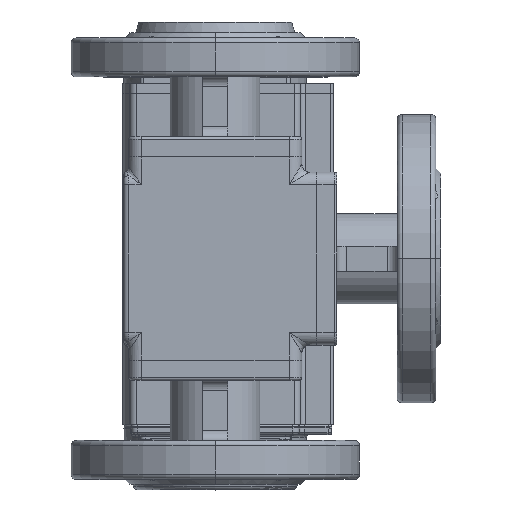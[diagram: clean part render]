
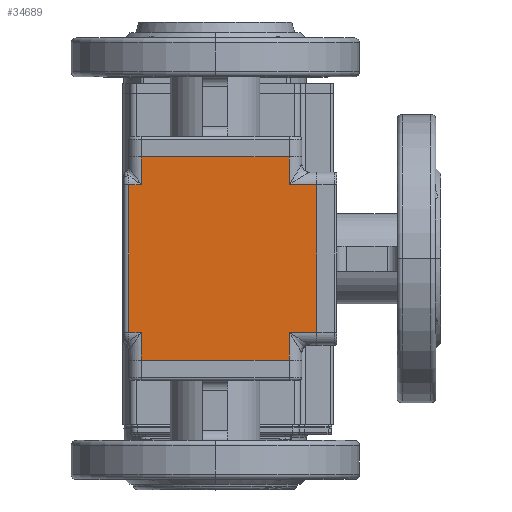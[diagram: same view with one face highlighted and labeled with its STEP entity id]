
A CAD part, top view. The second image highlights one B-rep face of the part: STEP entity #34689.
In plain terms, the highlighted planar face has unit normal (0, 0, 1).
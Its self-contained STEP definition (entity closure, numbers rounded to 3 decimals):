
#784=PLANE('',#37305);
#1512=LINE('',#49478,#3689);
#2175=LINE('',#58026,#4352);
#2179=LINE('',#58038,#4356);
#2185=LINE('',#58054,#4362);
#2187=LINE('',#58060,#4364);
#2195=LINE('',#58082,#4372);
#2196=LINE('',#58086,#4373);
#2201=LINE('',#58100,#4378);
#2204=LINE('',#58106,#4381);
#2222=LINE('',#58158,#4399);
#2224=LINE('',#58167,#4401);
#2226=LINE('',#58175,#4403);
#3689=VECTOR('',#40220,1000.);
#4352=VECTOR('',#41867,1000.);
#4356=VECTOR('',#41879,1000.);
#4362=VECTOR('',#41897,1000.);
#4364=VECTOR('',#41905,1000.);
#4372=VECTOR('',#41927,1000.);
#4373=VECTOR('',#41932,1000.);
#4378=VECTOR('',#41947,1000.);
#4381=VECTOR('',#41956,1000.);
#4399=VECTOR('',#42010,1000.);
#4401=VECTOR('',#42026,1000.);
#4403=VECTOR('',#42040,1000.);
#10085=ORIENTED_EDGE('',*,*,#19740,.T.);
#10086=ORIENTED_EDGE('',*,*,#18523,.T.);
#10087=ORIENTED_EDGE('',*,*,#19743,.F.);
#10088=ORIENTED_EDGE('',*,*,#19733,.T.);
#10089=ORIENTED_EDGE('',*,*,#19776,.T.);
#10090=ORIENTED_EDGE('',*,*,#19703,.T.);
#10091=ORIENTED_EDGE('',*,*,#19720,.T.);
#10092=ORIENTED_EDGE('',*,*,#19783,.T.);
#10093=ORIENTED_EDGE('',*,*,#19709,.T.);
#10094=ORIENTED_EDGE('',*,*,#19717,.T.);
#10095=ORIENTED_EDGE('',*,*,#19769,.T.);
#10096=ORIENTED_EDGE('',*,*,#19731,.T.);
#18523=EDGE_CURVE('',#23774,#23778,#1512,.T.);
#19703=EDGE_CURVE('',#24590,#24559,#2175,.T.);
#19709=EDGE_CURVE('',#24594,#24570,#2179,.T.);
#19717=EDGE_CURVE('',#24570,#24598,#2185,.T.);
#19720=EDGE_CURVE('',#24559,#24599,#2187,.T.);
#19731=EDGE_CURVE('',#24606,#23790,#2195,.T.);
#19733=EDGE_CURVE('',#23786,#24607,#2196,.T.);
#19740=EDGE_CURVE('',#23790,#23774,#2201,.T.);
#19743=EDGE_CURVE('',#23786,#23778,#2204,.T.);
#19769=EDGE_CURVE('',#24598,#24606,#2222,.T.);
#19776=EDGE_CURVE('',#24607,#24590,#2224,.T.);
#19783=EDGE_CURVE('',#24599,#24594,#2226,.T.);
#23774=VERTEX_POINT('',#49404);
#23778=VERTEX_POINT('',#49477);
#23786=VERTEX_POINT('',#49714);
#23790=VERTEX_POINT('',#49894);
#24559=VERTEX_POINT('',#57458);
#24570=VERTEX_POINT('',#57785);
#24590=VERTEX_POINT('',#58027);
#24594=VERTEX_POINT('',#58039);
#24598=VERTEX_POINT('',#58055);
#24599=VERTEX_POINT('',#58061);
#24606=VERTEX_POINT('',#58083);
#24607=VERTEX_POINT('',#58087);
#29311=EDGE_LOOP('',(#10085,#10086,#10087,#10088,#10089,#10090,#10091,#10092,
#10093,#10094,#10095,#10096));
#31909=FACE_BOUND('',#29311,.T.);
#34689=ADVANCED_FACE('',(#31909),#784,.F.);
#37305=AXIS2_PLACEMENT_3D('',#58182,#42052,#42053);
#40220=DIRECTION('',(0.,-1.,0.));
#41867=DIRECTION('',(0.,1.,0.));
#41879=DIRECTION('',(-1.,0.,0.));
#41897=DIRECTION('',(0.,1.,0.));
#41905=DIRECTION('',(1.,0.,0.));
#41927=DIRECTION('',(0.,-1.,0.));
#41932=DIRECTION('',(0.,-1.,0.));
#41947=DIRECTION('',(-1.,0.,0.));
#41956=DIRECTION('',(-1.,0.,0.));
#42010=DIRECTION('',(-1.,0.,0.));
#42026=DIRECTION('',(1.,0.,0.));
#42040=DIRECTION('',(0.,1.,0.));
#42052=DIRECTION('',(0.,0.,-1.));
#42053=DIRECTION('',(-1.,0.,0.));
#49404=CARTESIAN_POINT('',(-34.5,29.5,69.));
#49477=CARTESIAN_POINT('',(-34.5,-29.5,69.));
#49478=CARTESIAN_POINT('',(-34.5,0.,69.));
#49714=CARTESIAN_POINT('',(-29.5,-29.5,69.));
#49894=CARTESIAN_POINT('',(-29.5,29.5,69.));
#57458=CARTESIAN_POINT('',(29.5,-29.5,69.));
#57785=CARTESIAN_POINT('',(29.5,29.5,69.));
#58026=CARTESIAN_POINT('',(29.5,-29.5,69.));
#58027=CARTESIAN_POINT('',(29.5,-40.5,69.));
#58038=CARTESIAN_POINT('',(29.5,29.5,69.));
#58039=CARTESIAN_POINT('',(40.5,29.5,69.));
#58054=CARTESIAN_POINT('',(29.5,34.5,69.));
#58055=CARTESIAN_POINT('',(29.5,40.5,69.));
#58060=CARTESIAN_POINT('',(34.5,-29.5,69.));
#58061=CARTESIAN_POINT('',(40.5,-29.5,69.));
#58082=CARTESIAN_POINT('',(-29.5,29.5,69.));
#58083=CARTESIAN_POINT('',(-29.5,40.5,69.));
#58086=CARTESIAN_POINT('',(-29.5,-40.5,69.));
#58087=CARTESIAN_POINT('',(-29.5,-40.5,69.));
#58100=CARTESIAN_POINT('',(-34.5,29.5,69.));
#58106=CARTESIAN_POINT('',(-34.5,-29.5,69.));
#58158=CARTESIAN_POINT('',(-36.5,40.5,69.));
#58167=CARTESIAN_POINT('',(40.5,-40.5,69.));
#58175=CARTESIAN_POINT('',(40.5,0.,69.));
#58182=CARTESIAN_POINT('',(0.,0.,69.));
